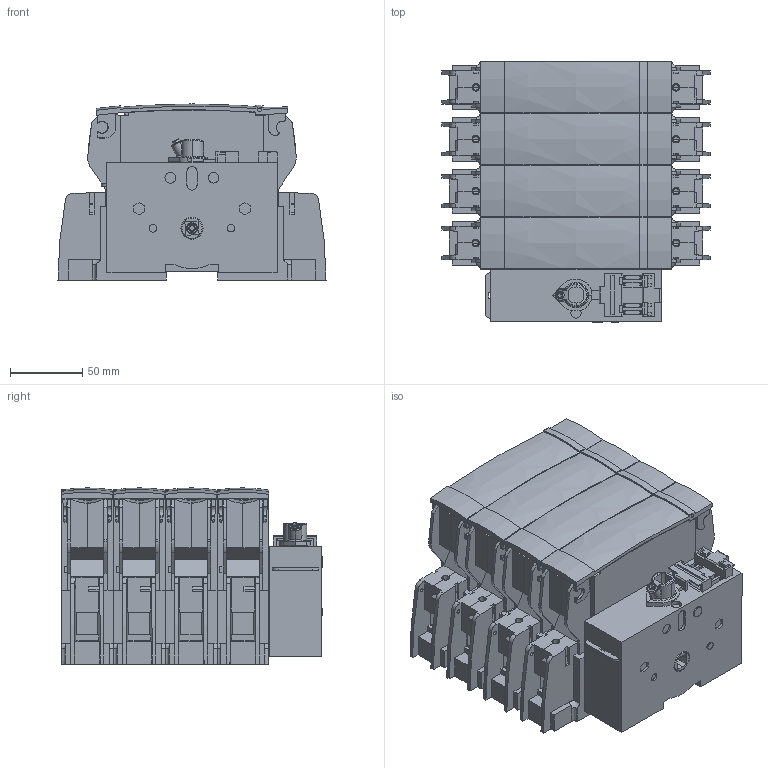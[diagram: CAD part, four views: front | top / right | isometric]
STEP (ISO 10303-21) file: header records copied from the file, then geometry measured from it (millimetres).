
FILE_DESCRIPTION (( 'STEP AP214' ), '1' );
FILE_NAME ('38616010.step', '2016-05-09T12:26:19', ( '' ), ( '' ), 'SwSTEP 2.0', 'SolidWorks 2015', '' );
FILE_SCHEMA (( 'AUTOMOTIVE_DESIGN' ));
Length unit declared in the file: inch
Products named in the file (1): 38616010
Bounding box: 186 x 181.3 x 122.25 mm (x, y, z)
Volume: 2632232.7 mm3; surface area: 354127 mm2
Topology: 9 solids, 11 shells, 2245 faces, 6200 edges, 4077 vertices
Faces by surface type: plane 1256, cylinder 386, bspline 316, cone 287
Entity records: 130542 total; most frequent: CARTESIAN_POINT 76975, ORIENTED_EDGE 12400, DIRECTION 9289, EDGE_CURVE 6200, VERTEX_POINT 4077, LINE 3559, VECTOR 3559, AXIS2_PLACEMENT_3D 2865
